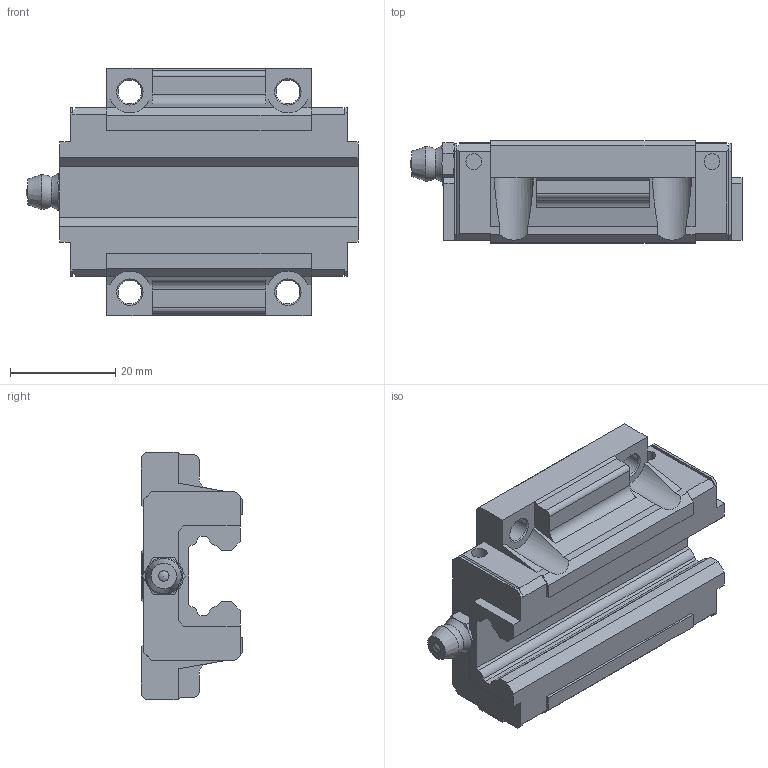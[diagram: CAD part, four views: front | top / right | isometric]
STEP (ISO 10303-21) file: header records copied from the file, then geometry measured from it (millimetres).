
FILE_DESCRIPTION(/* description */ ('STEP AP214'),/* implementation_level */ '2;1');
FILE_NAME(/* name */ 'HSR15C1SS(GK) BLOCK(PB1021B1)',/* time_stamp */ '2023-02-06T12:29:37+01:00',/* author */ ('License CC BY-ND 4.0'),/* organization */ ('CADENAS'),/* preprocessor_version */ 'ST-DEVELOPER v18.102',/* originating_system */ 'PARTsolutions',/* authorisation */ ' ');
FILE_SCHEMA (('AUTOMOTIVE_DESIGN {1 0 10303 214 3 1 1}'));
Length unit declared in the file: millimetre
Products named in the file (3): HSR15C1SS(GK) BLOCK(PB1021B1); hsr_ftht_A-M6F_grease_nipple_joint; HSR15CSSPB1021B10 S
Assembly tree (2 placements, depth 2):
  HSR15C1SS(GK) BLOCK(PB1021B1)
    hsr_ftht_A-M6F_grease_nipple_joint
    HSR15CSSPB1021B10 S
Bounding box: 63.01 x 19.3 x 47 mm (x, y, z)
Volume: 30510.5 mm3; surface area: 10173.1 mm2
Topology: 2 solids, 2 shells, 190 faces, 521 edges, 344 vertices
Faces by surface type: plane 139, cylinder 31, cone 17, sphere 2, torus 1
Full cylindrical faces by diameter (mm): 3 x4, 4 x2, 4.5 x4, 5.1 x2, 6 x1
Entity records: 5849 total; most frequent: CARTESIAN_POINT 1081, ORIENTED_EDGE 964, DIRECTION 934, EDGE_CURVE 482, LINE 368, VECTOR 368, VERTEX_POINT 332, AXIS2_PLACEMENT_3D 283
